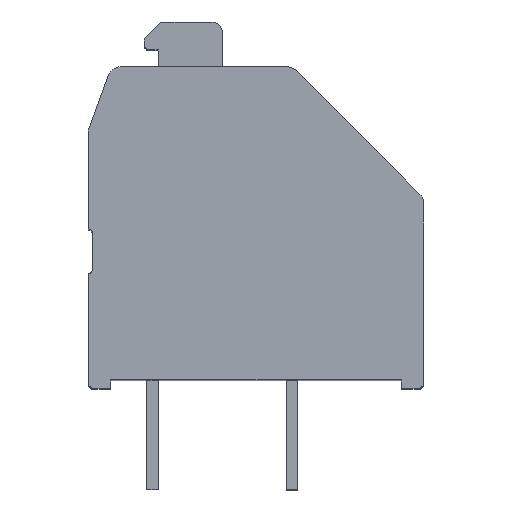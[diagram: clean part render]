
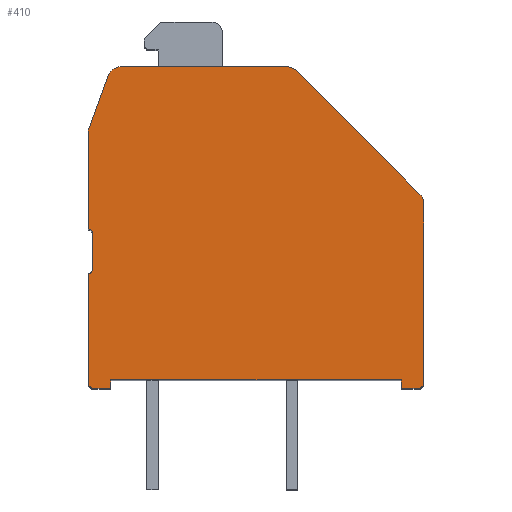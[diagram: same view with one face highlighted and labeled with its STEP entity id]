
A CAD part, top view. The second image highlights one B-rep face of the part: STEP entity #410.
In plain terms, the highlighted planar face has unit normal (0, 0, 1).
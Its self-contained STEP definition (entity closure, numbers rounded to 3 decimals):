
#410 = ADVANCED_FACE( '', ( #1135 ), #1136, .T. );
#1135 = FACE_OUTER_BOUND( '', #1913, .T. );
#1136 = PLANE( '', #1914 );
#1913 = EDGE_LOOP( '', ( #4676, #4677, #4678, #4679, #4680, #4681, #4682, #4683, #4684, #4685, #4686, #4687, #4688, #4689, #4690, #4691, #4692, #4693, #4694 ) );
#1914 = AXIS2_PLACEMENT_3D( '', #4695, #4696, #4697 );
#4676 = ORIENTED_EDGE( '', *, *, #6172, .T. );
#4677 = ORIENTED_EDGE( '', *, *, #6173, .F. );
#4678 = ORIENTED_EDGE( '', *, *, #6174, .T. );
#4679 = ORIENTED_EDGE( '', *, *, #6175, .F. );
#4680 = ORIENTED_EDGE( '', *, *, #6176, .T. );
#4681 = ORIENTED_EDGE( '', *, *, #6152, .T. );
#4682 = ORIENTED_EDGE( '', *, *, #6156, .T. );
#4683 = ORIENTED_EDGE( '', *, *, #6159, .T. );
#4684 = ORIENTED_EDGE( '', *, *, #6177, .T. );
#4685 = ORIENTED_EDGE( '', *, *, #6162, .T. );
#4686 = ORIENTED_EDGE( '', *, *, #6166, .T. );
#4687 = ORIENTED_EDGE( '', *, *, #6169, .T. );
#4688 = ORIENTED_EDGE( '', *, *, #6178, .T. );
#4689 = ORIENTED_EDGE( '', *, *, #6179, .T. );
#4690 = ORIENTED_EDGE( '', *, *, #6180, .T. );
#4691 = ORIENTED_EDGE( '', *, *, #5266, .T. );
#4692 = ORIENTED_EDGE( '', *, *, #5924, .T. );
#4693 = ORIENTED_EDGE( '', *, *, #5947, .T. );
#4694 = ORIENTED_EDGE( '', *, *, #5950, .T. );
#4695 = CARTESIAN_POINT( '', ( -7.3, 5.55, 21.5 ) );
#4696 = DIRECTION( '', ( 0., 0., 1. ) );
#4697 = DIRECTION( '', ( 1., 0., 0. ) );
#5266 = EDGE_CURVE( '', #6341, #6339, #6342, .T. );
#5924 = EDGE_CURVE( '', #6339, #7425, #7427, .T. );
#5947 = EDGE_CURVE( '', #7425, #7450, #7452, .T. );
#5950 = EDGE_CURVE( '', #7450, #7455, #7457, .T. );
#6152 = EDGE_CURVE( '', #7811, #7809, #7812, .T. );
#6156 = EDGE_CURVE( '', #7809, #7816, #7818, .T. );
#6159 = EDGE_CURVE( '', #7816, #7821, #7823, .T. );
#6162 = EDGE_CURVE( '', #7829, #7827, #7830, .T. );
#6166 = EDGE_CURVE( '', #7827, #7834, #7836, .T. );
#6169 = EDGE_CURVE( '', #7834, #7839, #7841, .T. );
#6172 = EDGE_CURVE( '', #7455, #7845, #7846, .T. );
#6173 = EDGE_CURVE( '', #7847, #7845, #7848, .T. );
#6174 = EDGE_CURVE( '', #7847, #7849, #7850, .T. );
#6175 = EDGE_CURVE( '', #7851, #7849, #7852, .T. );
#6176 = EDGE_CURVE( '', #7851, #7811, #7853, .T. );
#6177 = EDGE_CURVE( '', #7821, #7829, #7854, .T. );
#6178 = EDGE_CURVE( '', #7839, #7855, #7856, .T. );
#6179 = EDGE_CURVE( '', #7855, #7857, #7858, .T. );
#6180 = EDGE_CURVE( '', #7857, #6341, #7859, .T. );
#6339 = VERTEX_POINT( '', #8064 );
#6341 = VERTEX_POINT( '', #8067 );
#6342 = CIRCLE( '', #8068, 0.5 );
#7425 = VERTEX_POINT( '', #9676 );
#7427 = LINE( '', #9679, #9680 );
#7450 = VERTEX_POINT( '', #9723 );
#7452 = CIRCLE( '', #9726, 0.5 );
#7455 = VERTEX_POINT( '', #9730 );
#7457 = LINE( '', #9733, #9734 );
#7809 = VERTEX_POINT( '', #10250 );
#7811 = VERTEX_POINT( '', #10253 );
#7812 = CIRCLE( '', #10254, 0.2 );
#7816 = VERTEX_POINT( '', #10260 );
#7818 = LINE( '', #10263, #10264 );
#7821 = VERTEX_POINT( '', #10268 );
#7823 = LINE( '', #10271, #10272 );
#7827 = VERTEX_POINT( '', #10277 );
#7829 = VERTEX_POINT( '', #10280 );
#7830 = LINE( '', #10281, #10282 );
#7834 = VERTEX_POINT( '', #10288 );
#7836 = LINE( '', #10291, #10292 );
#7839 = VERTEX_POINT( '', #10295 );
#7841 = CIRCLE( '', #10298, 0.2 );
#7845 = VERTEX_POINT( '', #10304 );
#7846 = LINE( '', #10305, #10306 );
#7847 = VERTEX_POINT( '', #10307 );
#7848 = CIRCLE( '', #10308, 0.15 );
#7849 = VERTEX_POINT( '', #10309 );
#7850 = LINE( '', #10310, #10311 );
#7851 = VERTEX_POINT( '', #10312 );
#7852 = CIRCLE( '', #10313, 0.15 );
#7853 = LINE( '', #10314, #10315 );
#7854 = LINE( '', #10316, #10317 );
#7855 = VERTEX_POINT( '', #10318 );
#7856 = LINE( '', #10319, #10320 );
#7857 = VERTEX_POINT( '', #10321 );
#7858 = CIRCLE( '', #10322, 0.5 );
#7859 = LINE( '', #10323, #10324 );
#8064 = CARTESIAN_POINT( '', ( -0.207, 11.5, 21.5 ) );
#8067 = CARTESIAN_POINT( '', ( 0.146, 11.354, 21.5 ) );
#8068 = AXIS2_PLACEMENT_3D( '', #10575, #10576, #10577 );
#9676 = CARTESIAN_POINT( '', ( -6.113, 11.5, 21.5 ) );
#9679 = CARTESIAN_POINT( '', ( -0.207, 11.5, 21.5 ) );
#9680 = VECTOR( '', #11497, 1000. );
#9723 = CARTESIAN_POINT( '', ( -6.583, 11.171, 21.5 ) );
#9726 = AXIS2_PLACEMENT_3D( '', #11522, #11523, #11524 );
#9730 = CARTESIAN_POINT( '', ( -7.3, 9.2, 21.5 ) );
#9733 = CARTESIAN_POINT( '', ( -6.583, 11.171, 21.5 ) );
#9734 = VECTOR( '', #11527, 1000. );
#10250 = CARTESIAN_POINT( '', ( -7.1, 0., 21.5 ) );
#10253 = CARTESIAN_POINT( '', ( -7.3, 0.2, 21.5 ) );
#10254 = AXIS2_PLACEMENT_3D( '', #11801, #11802, #11803 );
#10260 = CARTESIAN_POINT( '', ( -6.5, 0., 21.5 ) );
#10263 = CARTESIAN_POINT( '', ( -7.1, 0., 21.5 ) );
#10264 = VECTOR( '', #11807, 1000. );
#10268 = CARTESIAN_POINT( '', ( -6.5, 0.3, 21.5 ) );
#10271 = CARTESIAN_POINT( '', ( -6.5, 0., 21.5 ) );
#10272 = VECTOR( '', #11810, 1000. );
#10277 = CARTESIAN_POINT( '', ( 3.9, 0., 21.5 ) );
#10280 = CARTESIAN_POINT( '', ( 3.9, 0.3, 21.5 ) );
#10281 = CARTESIAN_POINT( '', ( 3.9, 0.3, 21.5 ) );
#10282 = VECTOR( '', #11813, 1000. );
#10288 = CARTESIAN_POINT( '', ( 4.5, 0., 21.5 ) );
#10291 = CARTESIAN_POINT( '', ( 3.9, 0., 21.5 ) );
#10292 = VECTOR( '', #11817, 1000. );
#10295 = CARTESIAN_POINT( '', ( 4.7, 0.2, 21.5 ) );
#10298 = AXIS2_PLACEMENT_3D( '', #11822, #11823, #11824 );
#10304 = CARTESIAN_POINT( '', ( -7.3, 5.7, 21.5 ) );
#10305 = CARTESIAN_POINT( '', ( -7.3, 9.2, 21.5 ) );
#10306 = VECTOR( '', #11827, 1000. );
#10307 = CARTESIAN_POINT( '', ( -7.15, 5.55, 21.5 ) );
#10308 = AXIS2_PLACEMENT_3D( '', #11828, #11829, #11830 );
#10309 = CARTESIAN_POINT( '', ( -7.15, 4.25, 21.5 ) );
#10310 = CARTESIAN_POINT( '', ( -7.15, 5.55, 21.5 ) );
#10311 = VECTOR( '', #11831, 1000. );
#10312 = CARTESIAN_POINT( '', ( -7.3, 4.1, 21.5 ) );
#10313 = AXIS2_PLACEMENT_3D( '', #11832, #11833, #11834 );
#10314 = CARTESIAN_POINT( '', ( -7.3, 4.1, 21.5 ) );
#10315 = VECTOR( '', #11835, 1000. );
#10316 = CARTESIAN_POINT( '', ( -6.5, 0.3, 21.5 ) );
#10317 = VECTOR( '', #11836, 1000. );
#10318 = CARTESIAN_POINT( '', ( 4.7, 6.593, 21.5 ) );
#10319 = CARTESIAN_POINT( '', ( 4.7, 0.2, 21.5 ) );
#10320 = VECTOR( '', #11837, 1000. );
#10321 = CARTESIAN_POINT( '', ( 4.554, 6.946, 21.5 ) );
#10322 = AXIS2_PLACEMENT_3D( '', #11838, #11839, #11840 );
#10323 = CARTESIAN_POINT( '', ( 4.554, 6.946, 21.5 ) );
#10324 = VECTOR( '', #11841, 1000. );
#10575 = CARTESIAN_POINT( '', ( -0.207, 11., 21.5 ) );
#10576 = DIRECTION( '', ( 0., 0., 1. ) );
#10577 = DIRECTION( '', ( 1., 0., 0. ) );
#11497 = DIRECTION( '', ( -1., 0., 0. ) );
#11522 = CARTESIAN_POINT( '', ( -6.113, 11., 21.5 ) );
#11523 = DIRECTION( '', ( 0., 0., 1. ) );
#11524 = DIRECTION( '', ( 1., 0., 0. ) );
#11527 = DIRECTION( '', ( -0.342, -0.94, 0. ) );
#11801 = CARTESIAN_POINT( '', ( -7.1, 0.2, 21.5 ) );
#11802 = DIRECTION( '', ( 0., 0., 1. ) );
#11803 = DIRECTION( '', ( 1., 0., 0. ) );
#11807 = DIRECTION( '', ( 1., 0., 0. ) );
#11810 = DIRECTION( '', ( 0., 1., 0. ) );
#11813 = DIRECTION( '', ( 0., -1., 0. ) );
#11817 = DIRECTION( '', ( 1., 0., 0. ) );
#11822 = CARTESIAN_POINT( '', ( 4.5, 0.2, 21.5 ) );
#11823 = DIRECTION( '', ( 0., 0., 1. ) );
#11824 = DIRECTION( '', ( 1., 0., 0. ) );
#11827 = DIRECTION( '', ( 0., -1., 0. ) );
#11828 = CARTESIAN_POINT( '', ( -7.3, 5.55, 21.5 ) );
#11829 = DIRECTION( '', ( 0., 0., 1. ) );
#11830 = DIRECTION( '', ( 1., 0., 0. ) );
#11831 = DIRECTION( '', ( 0., -1., 0. ) );
#11832 = CARTESIAN_POINT( '', ( -7.3, 4.25, 21.5 ) );
#11833 = DIRECTION( '', ( 0., 0., 1. ) );
#11834 = DIRECTION( '', ( 1., 0., 0. ) );
#11835 = DIRECTION( '', ( 0., -1., 0. ) );
#11836 = DIRECTION( '', ( 1., 0., 0. ) );
#11837 = DIRECTION( '', ( 0., 1., 0. ) );
#11838 = CARTESIAN_POINT( '', ( 4.2, 6.593, 21.5 ) );
#11839 = DIRECTION( '', ( 0., 0., 1. ) );
#11840 = DIRECTION( '', ( 1., 0., 0. ) );
#11841 = DIRECTION( '', ( -0.707, 0.707, 0. ) );
